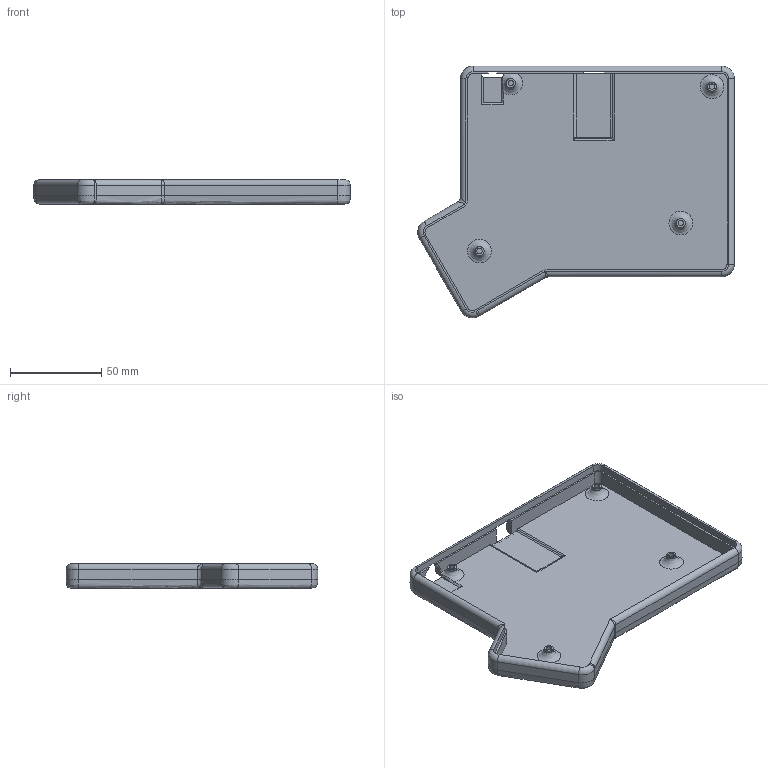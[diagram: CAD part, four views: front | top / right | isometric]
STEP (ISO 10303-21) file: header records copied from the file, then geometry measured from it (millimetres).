
FILE_DESCRIPTION(/* description */ ('STEP AP214'),/* implementation_level */ '2;1');
FILE_NAME(/* name */ '602b076e76f681188276f030',/* time_stamp */ '2021-02-15T23:44:47+00:00',/* author */ (''),/* organization */ (''),/* preprocessor_version */ 'ST-DEVELOPER v18.1',/* originating_system */ ' ',/* authorisation */ ' ');
FILE_SCHEMA (('AUTOMOTIVE_DESIGN {1 0 10303 214 3 1 1}'));
Length unit declared in the file: metre
Products named in the file (1): Bottom Right
Bounding box: 173.77 x 138.15 x 13.5 mm (x, y, z)
Volume: 49158.8 mm3; surface area: 50354.2 mm2
Topology: 1 solids, 1 shells, 135 faces, 336 edges, 200 vertices
Faces by surface type: cylinder 52, plane 51, bspline 25, torus 5, sphere 2
Full cylindrical faces by diameter (mm): 3 x4, 5 x4
Entity records: 4922 total; most frequent: CARTESIAN_POINT 1967, ORIENTED_EDGE 634, DIRECTION 551, EDGE_CURVE 317, AXIS2_PLACEMENT_3D 202, VERTEX_POINT 199, EDGE_LOOP 154, FACE_BOUND 154
